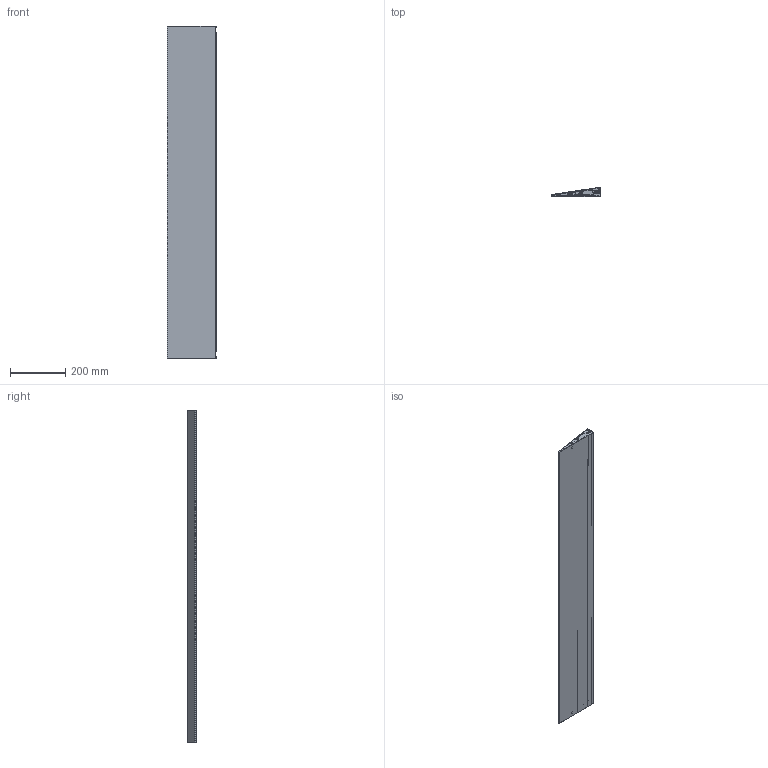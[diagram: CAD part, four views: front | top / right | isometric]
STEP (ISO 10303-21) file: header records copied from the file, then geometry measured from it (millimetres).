
FILE_DESCRIPTION(('STEP AP214'),'1');
FILE_NAME('8041243 transFORM Wandtablar 1200.STP','2023-11-23T10:09:35',(' '),(' '),'Spatial InterOp 3D',' ',' ');
FILE_SCHEMA(('AUTOMOTIVE_DESIGN { 1 0 10303 214 1 1 1 1 }'));
Length unit declared in the file: millimetre
Products named in the file (1): Summe
Bounding box: 180 x 32.49 x 1200 mm (x, y, z)
Volume: 1431024.9 mm3; surface area: 1289382.4 mm2
Topology: 1 solids, 1 shells, 601 faces, 1781 edges, 1166 vertices
Faces by surface type: plane 310, cylinder 267, cone 24
Entity records: 21815 total; most frequent: CARTESIAN_POINT 3705, DIRECTION 3579, ORIENTED_EDGE 3554, EDGE_CURVE 1777, AXIS2_PLACEMENT_3D 1216, VERTEX_POINT 1166, LINE 1147, VECTOR 1147
